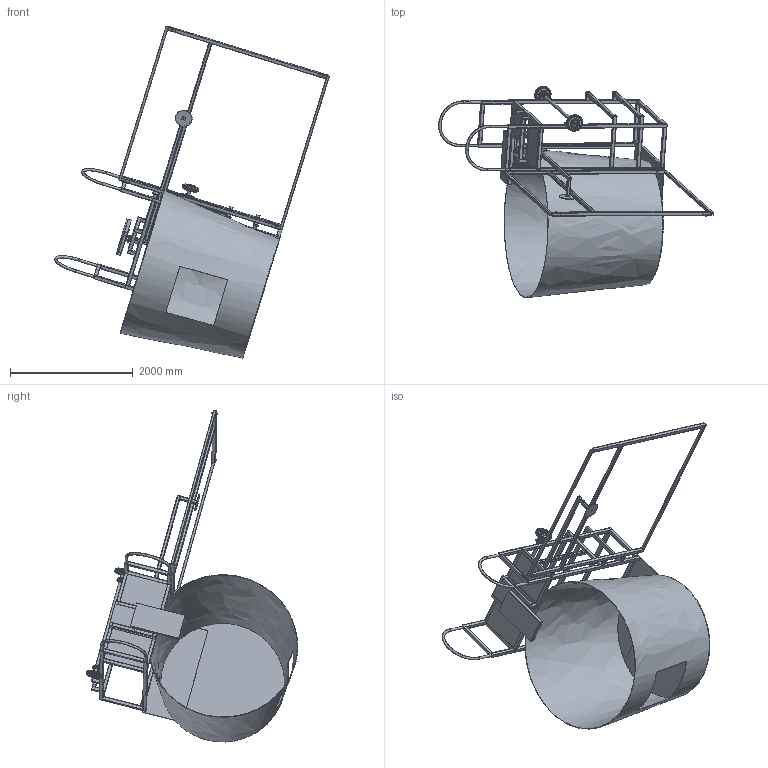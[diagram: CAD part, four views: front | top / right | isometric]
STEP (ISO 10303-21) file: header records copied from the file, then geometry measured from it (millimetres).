
FILE_DESCRIPTION(('FreeCAD Model'),'2;1');
FILE_NAME('Open CASCADE Shape Model','2025-05-09T19:49:48',('FreeCAD'),( 'FreeCAD'),'Open CASCADE STEP processor 7.6','FreeCAD','Unknown');
FILE_SCHEMA(('AUTOMOTIVE_DESIGN { 1 0 10303 214 1 1 1 1 }'));
Products named in the file (1): Open CASCADE STEP translator 7.6 1
Bounding box: 4482.92 x 3449.77 x 5418.23 mm (x, y, z)
Volume: 184912676.8 mm3; surface area: 60923242.1 mm2
Topology: 121 solids, 129 shells, 1981 faces, 4931 edges, 3256 vertices
Faces by surface type: bspline 1981
Entity records: 65461 total; most frequent: CARTESIAN_POINT 36096, ORIENTED_EDGE 9740, EDGE_CURVE 4870, B_SPLINE_CURVE_WITH_KNOTS 3450, VERTEX_POINT 3240, FACE_BOUND 2282, EDGE_LOOP 2262, ADVANCED_FACE 1981
